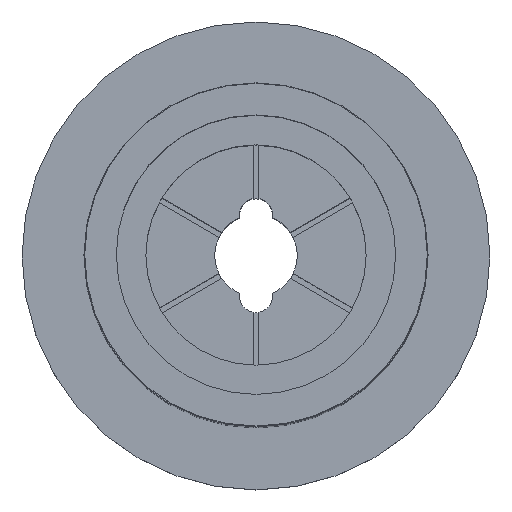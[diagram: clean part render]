
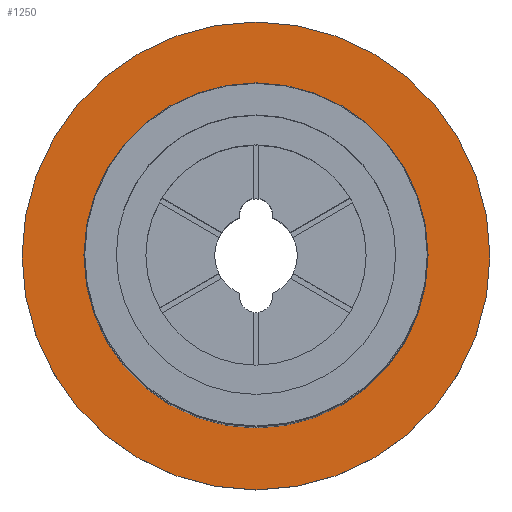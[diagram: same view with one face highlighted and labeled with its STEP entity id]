
A CAD part, top view. The second image highlights one B-rep face of the part: STEP entity #1250.
In plain terms, the highlighted planar face has unit normal (0, 0, 1).
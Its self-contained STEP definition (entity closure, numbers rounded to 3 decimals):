
#24 = CARTESIAN_POINT ( 'NONE',  ( 17., 0., -53. ) ) ;
#27 = DIRECTION ( 'NONE',  ( 1., 0., 0. ) ) ;
#46 = DIRECTION ( 'NONE',  ( 1., 0., 0. ) ) ;
#72 = CARTESIAN_POINT ( 'NONE',  ( -17., 0., -53. ) ) ;
#163 = EDGE_LOOP ( 'NONE', ( #364, #1672 ) ) ;
#169 = AXIS2_PLACEMENT_3D ( 'NONE', #599, #608, #1096 ) ;
#243 = CIRCLE ( 'NONE', #655, 17. ) ;
#333 = VERTEX_POINT ( 'NONE', #72 ) ;
#361 = ORIENTED_EDGE ( 'NONE', *, *, #1951, .F. ) ;
#364 = ORIENTED_EDGE ( 'NONE', *, *, #1557, .T. ) ;
#392 = VERTEX_POINT ( 'NONE', #1065 ) ;
#433 = CARTESIAN_POINT ( 'NONE',  ( 0., 12.5, -53. ) ) ;
#563 = AXIS2_PLACEMENT_3D ( 'NONE', #836, #1634, #27 ) ;
#599 = CARTESIAN_POINT ( 'NONE',  ( 0., 0., -53. ) ) ;
#608 = DIRECTION ( 'NONE',  ( 0., 0., 1. ) ) ;
#655 = AXIS2_PLACEMENT_3D ( 'NONE', #1009, #1980, #46 ) ;
#706 = CARTESIAN_POINT ( 'NONE',  ( 0., 0., -53. ) ) ;
#711 = DIRECTION ( 'NONE',  ( 1., 0., 0. ) ) ;
#726 = EDGE_CURVE ( 'NONE', #333, #1670, #243, .T. ) ;
#727 = AXIS2_PLACEMENT_3D ( 'NONE', #433, #752, #902 ) ;
#752 = DIRECTION ( 'NONE',  ( 0., 0., -1. ) ) ;
#766 = CIRCLE ( 'NONE', #1426, 12.5 ) ;
#836 = CARTESIAN_POINT ( 'NONE',  ( 0., 0., -53. ) ) ;
#902 = DIRECTION ( 'NONE',  ( -1., 0., 0. ) ) ;
#961 = CIRCLE ( 'NONE', #169, 12.5 ) ;
#1009 = CARTESIAN_POINT ( 'NONE',  ( 0., 0., -53. ) ) ;
#1065 = CARTESIAN_POINT ( 'NONE',  ( -12.5, 0., -53. ) ) ;
#1096 = DIRECTION ( 'NONE',  ( 1., 0., 0. ) ) ;
#1118 = VERTEX_POINT ( 'NONE', #1917 ) ;
#1170 = FACE_BOUND ( 'NONE', #1371, .T. ) ;
#1183 = DIRECTION ( 'NONE',  ( 0., 0., 1. ) ) ;
#1220 = FACE_OUTER_BOUND ( 'NONE', #163, .T. ) ;
#1250 = ADVANCED_FACE ( 'NONE', ( #1170, #1220 ), #1854, .F. ) ;
#1365 = CIRCLE ( 'NONE', #563, 17. ) ;
#1371 = EDGE_LOOP ( 'NONE', ( #1486, #361 ) ) ;
#1426 = AXIS2_PLACEMENT_3D ( 'NONE', #706, #1183, #711 ) ;
#1486 = ORIENTED_EDGE ( 'NONE', *, *, #1848, .F. ) ;
#1557 = EDGE_CURVE ( 'NONE', #1670, #333, #1365, .T. ) ;
#1634 = DIRECTION ( 'NONE',  ( 0., 0., 1. ) ) ;
#1670 = VERTEX_POINT ( 'NONE', #24 ) ;
#1672 = ORIENTED_EDGE ( 'NONE', *, *, #726, .T. ) ;
#1848 = EDGE_CURVE ( 'NONE', #1118, #392, #961, .T. ) ;
#1854 = PLANE ( 'NONE',  #727 ) ;
#1917 = CARTESIAN_POINT ( 'NONE',  ( 12.5, 0., -53. ) ) ;
#1951 = EDGE_CURVE ( 'NONE', #392, #1118, #766, .T. ) ;
#1980 = DIRECTION ( 'NONE',  ( 0., 0., 1. ) ) ;
